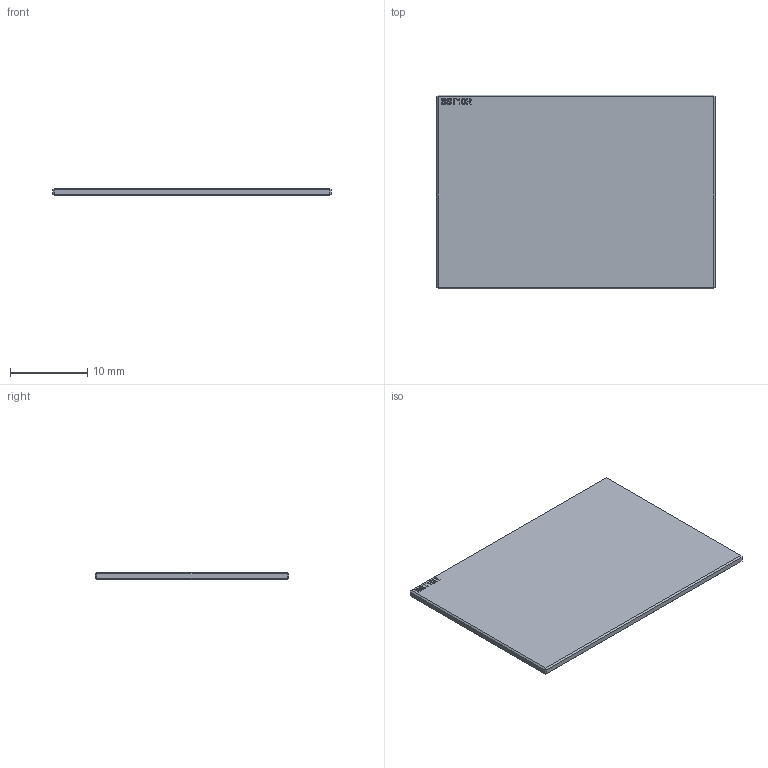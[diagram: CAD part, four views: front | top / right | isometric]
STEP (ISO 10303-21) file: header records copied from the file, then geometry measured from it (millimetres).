
FILE_DESCRIPTION (( 'STEP AP203' ), '1' );
FILE_NAME ('24816-E0W.STEP', '2014-01-16T20:02:08', ( 'Admin' ), ( '' ), 'SwSTEP 2.0', 'SolidWorks 2012', '' );
FILE_SCHEMA (( 'CONFIG_CONTROL_DESIGN' ));
Length unit declared in the file: millimetre
Products named in the file (1): 24816-E0W
Bounding box: 36 x 25 x 1 mm (x, y, z)
Volume: 895.1 mm3; surface area: 1892.8 mm2
Topology: 1 solids, 1 shells, 36 faces, 127 edges, 103 vertices
Faces by surface type: plane 36
Entity records: 2054 total; most frequent: CARTESIAN_POINT 921, ORIENTED_EDGE 254, DIRECTION 157, EDGE_CURVE 127, VERTEX_POINT 103, VECTOR 83, LINE 83, EDGE_LOOP 46
